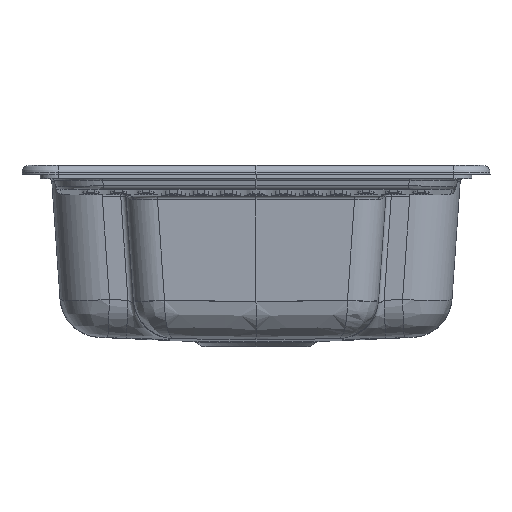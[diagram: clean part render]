
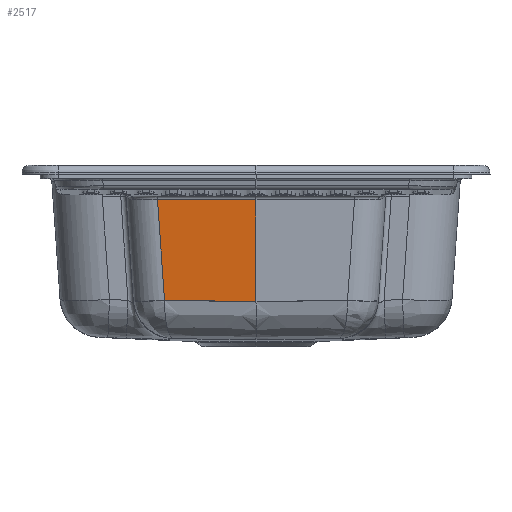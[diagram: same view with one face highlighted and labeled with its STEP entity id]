
A CAD part, left-side view. The second image highlights one B-rep face of the part: STEP entity #2517.
In plain terms, the highlighted planar face has unit normal (-0.998, 0, -0.07).
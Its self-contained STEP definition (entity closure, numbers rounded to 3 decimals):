
#1832=B_SPLINE_CURVE_WITH_KNOTS('',3,(#22467,#22468,#22469,#22470),
 .UNSPECIFIED.,.F.,.F.,(4,4),(0.,1.),.UNSPECIFIED.);
#1835=B_SPLINE_CURVE_WITH_KNOTS('',3,(#22546,#22547,#22548,#22549,#22550,
#22551,#22552),.UNSPECIFIED.,.F.,.F.,(4,1,1,1,4),(0.,0.25,0.5,0.75,1.),
 .UNSPECIFIED.);
#1836=B_SPLINE_CURVE_WITH_KNOTS('',3,(#22556,#22557,#22558,#22559,#22560,
#22561,#22562,#22563),.UNSPECIFIED.,.F.,.F.,(4,2,2,4),(0.,0.093,
0.465,1.),.UNSPECIFIED.);
#2517=ADVANCED_FACE('',(#3350),#3029,.T.);
#3029=PLANE('',#11809);
#3350=FACE_OUTER_BOUND('',#4115,.T.);
#4115=EDGE_LOOP('',(#5897,#5898,#5899,#5900,#5901));
#5897=ORIENTED_EDGE('',*,*,#9868,.T.);
#5898=ORIENTED_EDGE('',*,*,#9867,.T.);
#5899=ORIENTED_EDGE('',*,*,#9877,.F.);
#5900=ORIENTED_EDGE('',*,*,#9878,.F.);
#5901=ORIENTED_EDGE('',*,*,#9879,.F.);
#8581=VERTEX_POINT('',#22466);
#8582=VERTEX_POINT('',#22471);
#8583=VERTEX_POINT('',#22473);
#8589=VERTEX_POINT('',#22553);
#8590=VERTEX_POINT('',#22555);
#9867=EDGE_CURVE('',#8582,#8581,#1832,.T.);
#9868=EDGE_CURVE('',#8583,#8582,#11017,.T.);
#9877=EDGE_CURVE('',#8589,#8581,#1835,.T.);
#9878=EDGE_CURVE('',#8590,#8589,#11020,.T.);
#9879=EDGE_CURVE('',#8583,#8590,#1836,.T.);
#11017=LINE('',#22472,#11272);
#11020=LINE('',#22554,#11275);
#11272=VECTOR('',#13223,1.);
#11275=VECTOR('',#13232,1.);
#11809=AXIS2_PLACEMENT_3D('',#22564,#13233,#13234);
#13223=DIRECTION('',(0.07,-0.07,-0.995));
#13232=DIRECTION('',(0.07,0.,-0.998));
#13233=DIRECTION('',(-0.998,0.,-0.07));
#13234=DIRECTION('',(0.07,0.,-0.998));
#22466=CARTESIAN_POINT('',(-3.739,-900.178,-147.225));
#22467=CARTESIAN_POINT('',(-3.744,-900.173,-147.155));
#22468=CARTESIAN_POINT('',(-3.742,-900.175,-147.178));
#22469=CARTESIAN_POINT('',(-3.741,-900.177,-147.202));
#22470=CARTESIAN_POINT('',(-3.739,-900.178,-147.225));
#22471=CARTESIAN_POINT('',(-3.744,-900.173,-147.155));
#22472=CARTESIAN_POINT('',(-13.796,-890.121,-3.404));
#22473=CARTESIAN_POINT('',(-11.395,-892.523,-37.747));
#22546=CARTESIAN_POINT('',(-3.627,-1000.,-148.827));
#22547=CARTESIAN_POINT('',(-3.627,-991.68,-148.827));
#22548=CARTESIAN_POINT('',(-3.633,-975.04,-148.747));
#22549=CARTESIAN_POINT('',(-3.656,-950.083,-148.411));
#22550=CARTESIAN_POINT('',(-3.692,-925.129,-147.895));
#22551=CARTESIAN_POINT('',(-3.723,-908.495,-147.459));
#22552=CARTESIAN_POINT('',(-3.739,-900.178,-147.225));
#22553=CARTESIAN_POINT('',(-3.627,-1000.,-148.827));
#22554=CARTESIAN_POINT('',(-13.966,-1000.,-0.977));
#22555=CARTESIAN_POINT('',(-11.395,-1000.,-37.747));
#22556=CARTESIAN_POINT('',(-11.395,-892.523,-37.747));
#22557=CARTESIAN_POINT('',(-11.395,-895.856,-37.747));
#22558=CARTESIAN_POINT('',(-11.395,-899.189,-37.747));
#22559=CARTESIAN_POINT('',(-11.395,-915.856,-37.747));
#22560=CARTESIAN_POINT('',(-11.395,-929.189,-37.747));
#22561=CARTESIAN_POINT('',(-11.395,-961.682,-37.747));
#22562=CARTESIAN_POINT('',(-11.395,-980.841,-37.747));
#22563=CARTESIAN_POINT('',(-11.395,-1000.,-37.747));
#22564=CARTESIAN_POINT('',(-13.966,-1130.,-0.977));
